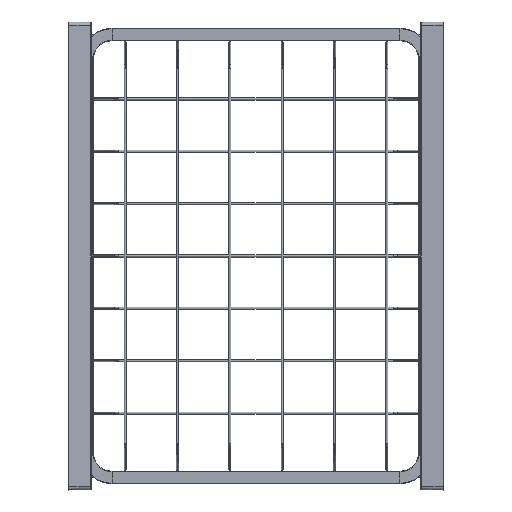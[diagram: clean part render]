
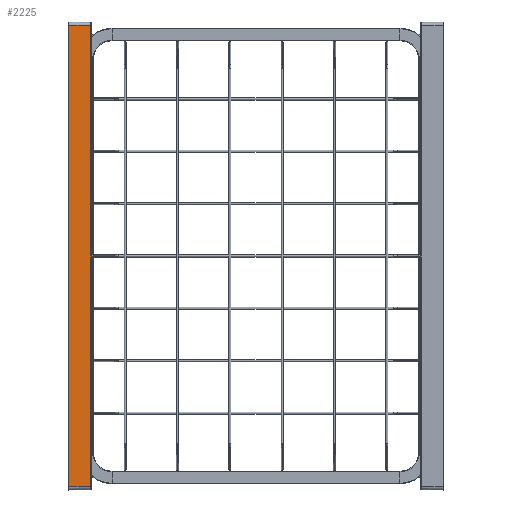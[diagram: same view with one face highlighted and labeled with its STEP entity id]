
A CAD part, front view. The second image highlights one B-rep face of the part: STEP entity #2225.
In plain terms, the highlighted planar face has unit normal (0.018, -1, 0).
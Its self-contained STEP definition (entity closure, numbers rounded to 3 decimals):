
#588 = CARTESIAN_POINT ( 'NONE',  ( 0., -11., -220.5 ) ) ;
#708 = ORIENTED_EDGE ( 'NONE', *, *, #3542, .T. ) ;
#875 = VECTOR ( 'NONE', #4346, 1000. ) ;
#1569 = CARTESIAN_POINT ( 'NONE',  ( 21.009, -10.633, 220.134 ) ) ;
#1674 = VECTOR ( 'NONE', #2546, 1000. ) ;
#1687 = EDGE_CURVE ( 'NONE', #5369, #3885, #8875, .T. ) ;
#2225 = ADVANCED_FACE ( 'NONE', ( #10760 ), #8248, .T. ) ;
#2450 = ORIENTED_EDGE ( 'NONE', *, *, #1687, .T. ) ;
#2546 = DIRECTION ( 'NONE',  ( 0., 0., -1. ) ) ;
#2661 = EDGE_CURVE ( 'NONE', #6143, #8838, #3275, .T. ) ;
#2700 = CARTESIAN_POINT ( 'NONE',  ( 0., -11., 220.5 ) ) ;
#3131 = DIRECTION ( 'NONE',  ( 1., 0.017, 0. ) ) ;
#3275 = LINE ( 'NONE', #7565, #1674 ) ;
#3542 = EDGE_CURVE ( 'NONE', #8838, #5369, #9144, .T. ) ;
#3885 = VERTEX_POINT ( 'NONE', #1569 ) ;
#4069 = EDGE_CURVE ( 'NONE', #3885, #6143, #10245, .T. ) ;
#4315 = AXIS2_PLACEMENT_3D ( 'NONE', #10923, #9082, #3131 ) ;
#4346 = DIRECTION ( 'NONE',  ( -1., -0.017, 0.017 ) ) ;
#5369 = VERTEX_POINT ( 'NONE', #8982 ) ;
#5924 = EDGE_LOOP ( 'NONE', ( #708, #2450, #7301, #7180 ) ) ;
#6143 = VERTEX_POINT ( 'NONE', #2700 ) ;
#7180 = ORIENTED_EDGE ( 'NONE', *, *, #2661, .T. ) ;
#7301 = ORIENTED_EDGE ( 'NONE', *, *, #4069, .T. ) ;
#7565 = CARTESIAN_POINT ( 'NONE',  ( 0., -11., 223.5 ) ) ;
#7596 = CARTESIAN_POINT ( 'NONE',  ( 7.745, -10.865, -220.365 ) ) ;
#7638 = DIRECTION ( 'NONE',  ( 1., 0.017, 0.017 ) ) ;
#8248 = PLANE ( 'NONE',  #4315 ) ;
#8838 = VERTEX_POINT ( 'NONE', #588 ) ;
#8875 = LINE ( 'NONE', #9936, #9628 ) ;
#8982 = CARTESIAN_POINT ( 'NONE',  ( 21.009, -10.633, -220.134 ) ) ;
#8989 = DIRECTION ( 'NONE',  ( 0., 0., 1. ) ) ;
#9082 = DIRECTION ( 'NONE',  ( 0.017, -1., 0. ) ) ;
#9144 = LINE ( 'NONE', #7596, #10191 ) ;
#9628 = VECTOR ( 'NONE', #8989, 1000. ) ;
#9936 = CARTESIAN_POINT ( 'NONE',  ( 21.009, -10.633, 220.125 ) ) ;
#10191 = VECTOR ( 'NONE', #7638, 1000. ) ;
#10197 = CARTESIAN_POINT ( 'NONE',  ( -0.052, -11.001, 220.501 ) ) ;
#10245 = LINE ( 'NONE', #10197, #875 ) ;
#10760 = FACE_OUTER_BOUND ( 'NONE', #5924, .T. ) ;
#10923 = CARTESIAN_POINT ( 'NONE',  ( 0., -11., 223.5 ) ) ;
